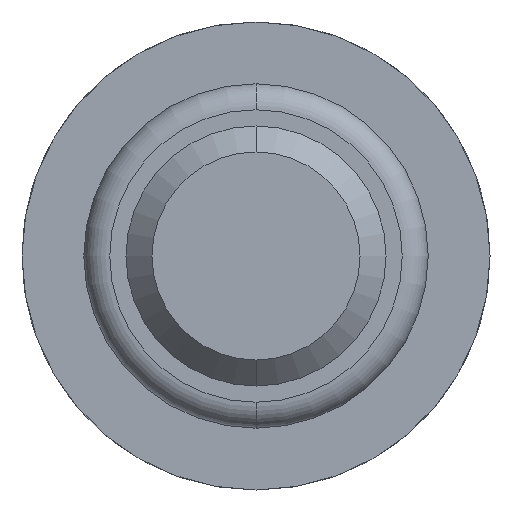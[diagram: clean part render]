
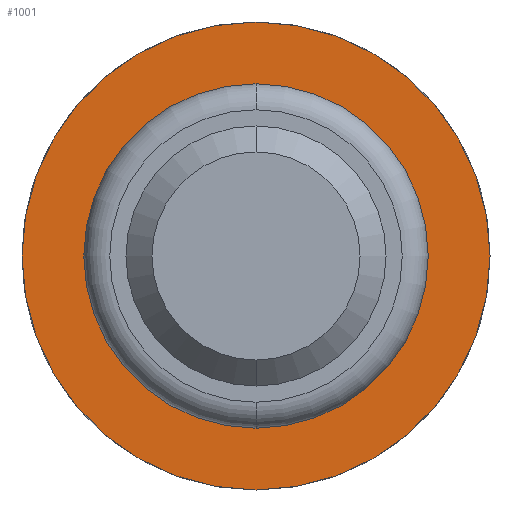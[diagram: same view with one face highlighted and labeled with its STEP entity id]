
A CAD part, front view. The second image highlights one B-rep face of the part: STEP entity #1001.
In plain terms, the highlighted planar face has unit normal (0, -1, 0).
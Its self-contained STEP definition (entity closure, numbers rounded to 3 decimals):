
#23 = EDGE_LOOP ( 'NONE', ( #1371, #2516 ) ) ;
#180 = EDGE_LOOP ( 'NONE', ( #4097, #2436 ) ) ;
#263 = VERTEX_POINT ( 'NONE', #4591 ) ;
#270 = DIRECTION ( 'NONE',  ( 0., 0., 1. ) ) ;
#289 = CIRCLE ( 'NONE', #824, 1.325 ) ;
#824 = AXIS2_PLACEMENT_3D ( 'NONE', #1970, #3412, #2333 ) ;
#852 = AXIS2_PLACEMENT_3D ( 'NONE', #3704, #1945, #1239 ) ;
#861 = DIRECTION ( 'NONE',  ( 0., 1., 0. ) ) ;
#900 = DIRECTION ( 'NONE',  ( 0., 1., 0. ) ) ;
#913 = DIRECTION ( 'NONE',  ( 0., 0., 1. ) ) ;
#1001 = ADVANCED_FACE ( 'Defeature ausgef�hrt4_13', ( #2663, #3261 ), #3367, .F. ) ;
#1239 = DIRECTION ( 'NONE',  ( 0., 0., 1. ) ) ;
#1371 = ORIENTED_EDGE ( 'NONE', *, *, #2463, .T. ) ;
#1404 = EDGE_CURVE ( 'Defeature ausgef�hrt4_12+Defeature ausgef�hrt4_13+Defeature ausgef�hrt4_13+Defeature ausgef�hrt4_13', #3052, #1481, #3797, .T. ) ;
#1481 = VERTEX_POINT ( 'NONE', #3335 ) ;
#1592 = EDGE_CURVE ( 'Defeature ausgef�hrt4_13+Defeature ausgef�hrt4_14+Defeature ausgef�hrt4_14+Defeature ausgef�hrt4_14', #263, #2343, #289, .T. ) ;
#1945 = DIRECTION ( 'NONE',  ( 0., 1., 0. ) ) ;
#1970 = CARTESIAN_POINT ( 'NONE',  ( 0., -1.8, 0. ) ) ;
#2333 = DIRECTION ( 'NONE',  ( 0., 0., 1. ) ) ;
#2343 = VERTEX_POINT ( 'NONE', #3851 ) ;
#2436 = ORIENTED_EDGE ( 'NONE', *, *, #1404, .F. ) ;
#2463 = EDGE_CURVE ( 'Defeature ausgef�hrt4_13+Defeature ausgef�hrt4_14+Defeature ausgef�hrt4_14+Defeature ausgef�hrt4_14', #2343, #263, #2834, .T. ) ;
#2516 = ORIENTED_EDGE ( 'NONE', *, *, #1592, .T. ) ;
#2663 = FACE_OUTER_BOUND ( 'NONE', #180, .T. ) ;
#2834 = CIRCLE ( 'NONE', #4083, 1.325 ) ;
#3005 = CARTESIAN_POINT ( 'NONE',  ( 0., -1.8, 0. ) ) ;
#3052 = VERTEX_POINT ( 'NONE', #4226 ) ;
#3085 = CARTESIAN_POINT ( 'NONE',  ( 0., -1.8, 0. ) ) ;
#3192 = AXIS2_PLACEMENT_3D ( 'NONE', #3085, #900, #913 ) ;
#3261 = FACE_BOUND ( 'NONE', #23, .T. ) ;
#3335 = CARTESIAN_POINT ( 'NONE',  ( 0., -1.8, 1.8 ) ) ;
#3361 = EDGE_CURVE ( 'Defeature ausgef�hrt4_12+Defeature ausgef�hrt4_13+Defeature ausgef�hrt4_13+Defeature ausgef�hrt4_13', #1481, #3052, #3920, .T. ) ;
#3367 = PLANE ( 'NONE',  #852 ) ;
#3412 = DIRECTION ( 'NONE',  ( 0., 1., 0. ) ) ;
#3541 = AXIS2_PLACEMENT_3D ( 'NONE', #3005, #861, #3676 ) ;
#3676 = DIRECTION ( 'NONE',  ( 0., 0., 1. ) ) ;
#3704 = CARTESIAN_POINT ( 'NONE',  ( 1.8, -1.8, 0. ) ) ;
#3797 = CIRCLE ( 'NONE', #3541, 1.8 ) ;
#3851 = CARTESIAN_POINT ( 'NONE',  ( 0., -1.8, 1.325 ) ) ;
#3920 = CIRCLE ( 'NONE', #3192, 1.8 ) ;
#4083 = AXIS2_PLACEMENT_3D ( 'NONE', #4176, #4490, #270 ) ;
#4097 = ORIENTED_EDGE ( 'NONE', *, *, #3361, .F. ) ;
#4176 = CARTESIAN_POINT ( 'NONE',  ( 0., -1.8, 0. ) ) ;
#4226 = CARTESIAN_POINT ( 'NONE',  ( 0., -1.8, -1.8 ) ) ;
#4490 = DIRECTION ( 'NONE',  ( 0., 1., 0. ) ) ;
#4591 = CARTESIAN_POINT ( 'NONE',  ( 0., -1.8, -1.325 ) ) ;
